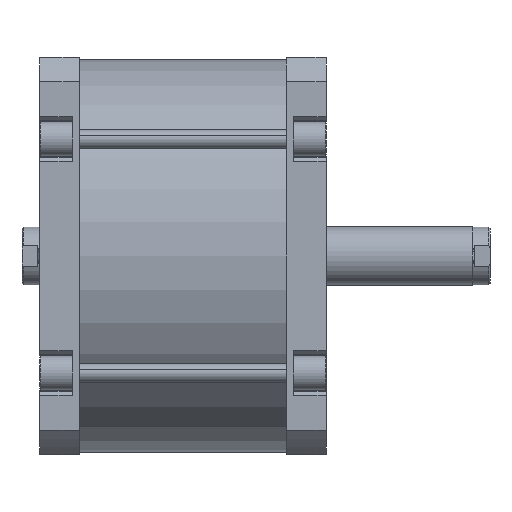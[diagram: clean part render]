
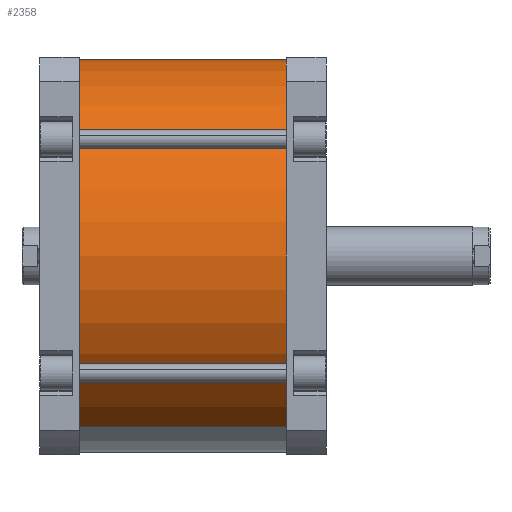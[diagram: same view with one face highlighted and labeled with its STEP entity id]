
A CAD part, front view. The second image highlights one B-rep face of the part: STEP entity #2358.
In plain terms, the highlighted cylindrical face has radius 168 mm (diameter 336 mm), a partial arc.
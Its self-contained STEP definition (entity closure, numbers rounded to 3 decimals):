
#480 = EDGE_LOOP ( 'NONE', ( #1043, #986, #1010, #1040 ) ) ;
#986 = ORIENTED_EDGE ( 'NONE', *, *, #2575, .F. ) ;
#1010 = ORIENTED_EDGE ( 'NONE', *, *, #2574, .T. ) ;
#1040 = ORIENTED_EDGE ( 'NONE', *, *, #2577, .T. ) ;
#1043 = ORIENTED_EDGE ( 'NONE', *, *, #2572, .F. ) ;
#1294 = VECTOR ( 'NONE', #6064, 1000. ) ;
#1303 = VECTOR ( 'NONE', #6068, 1000. ) ;
#1304 = LINE ( 'NONE', #6057, #1294 ) ;
#1307 = LINE ( 'NONE', #6052, #1303 ) ;
#1310 = CIRCLE ( 'NONE', #3001, 168. ) ;
#1313 = CIRCLE ( 'NONE', #3003, 168. ) ;
#2358 = ADVANCED_FACE ( 'NONE', ( #3981 ), #3982, .T. ) ;
#2545 = VERTEX_POINT ( 'NONE', #5990 ) ;
#2546 = VERTEX_POINT ( 'NONE', #6000 ) ;
#2547 = VERTEX_POINT ( 'NONE', #5986 ) ;
#2552 = VERTEX_POINT ( 'NONE', #6003 ) ;
#2572 = EDGE_CURVE ( 'NONE', #2547, #2546, #1304, .T. ) ;
#2574 = EDGE_CURVE ( 'NONE', #2545, #2552, #1307, .T. ) ;
#2575 = EDGE_CURVE ( 'NONE', #2545, #2547, #1310, .T. ) ;
#2577 = EDGE_CURVE ( 'NONE', #2552, #2546, #1313, .T. ) ;
#2852 = AXIS2_PLACEMENT_3D ( 'NONE', #5492, #5491, #5490 ) ;
#3001 = AXIS2_PLACEMENT_3D ( 'NONE', #6069, #6071, #6072 ) ;
#3003 = AXIS2_PLACEMENT_3D ( 'NONE', #6070, #6076, #6077 ) ;
#3981 = FACE_OUTER_BOUND ( 'NONE', #480, .T. ) ;
#3982 = CYLINDRICAL_SURFACE ( 'NONE', #2852, 168. ) ;
#5490 = DIRECTION ( 'NONE',  ( -1., 0., 0. ) ) ;
#5491 = DIRECTION ( 'NONE',  ( 0., 0., -1. ) ) ;
#5492 = CARTESIAN_POINT ( 'NONE',  ( 0., 0., 177. ) ) ;
#5986 = CARTESIAN_POINT ( 'NONE',  ( 168., 0., 177. ) ) ;
#5990 = CARTESIAN_POINT ( 'NONE',  ( -168., 0., 177. ) ) ;
#6000 = CARTESIAN_POINT ( 'NONE',  ( 168., 0., 0. ) ) ;
#6003 = CARTESIAN_POINT ( 'NONE',  ( -168., 0., 0. ) ) ;
#6052 = CARTESIAN_POINT ( 'NONE',  ( -168., 0., 177. ) ) ;
#6057 = CARTESIAN_POINT ( 'NONE',  ( 168., 0., 177. ) ) ;
#6064 = DIRECTION ( 'NONE',  ( 0., 0., -1. ) ) ;
#6068 = DIRECTION ( 'NONE',  ( 0., 0., -1. ) ) ;
#6069 = CARTESIAN_POINT ( 'NONE',  ( 0., 0., 177. ) ) ;
#6070 = CARTESIAN_POINT ( 'NONE',  ( 0., 0., 0. ) ) ;
#6071 = DIRECTION ( 'NONE',  ( 0., 0., 1. ) ) ;
#6072 = DIRECTION ( 'NONE',  ( 1., 0., 0. ) ) ;
#6076 = DIRECTION ( 'NONE',  ( 0., 0., 1. ) ) ;
#6077 = DIRECTION ( 'NONE',  ( 1., 0., 0. ) ) ;
